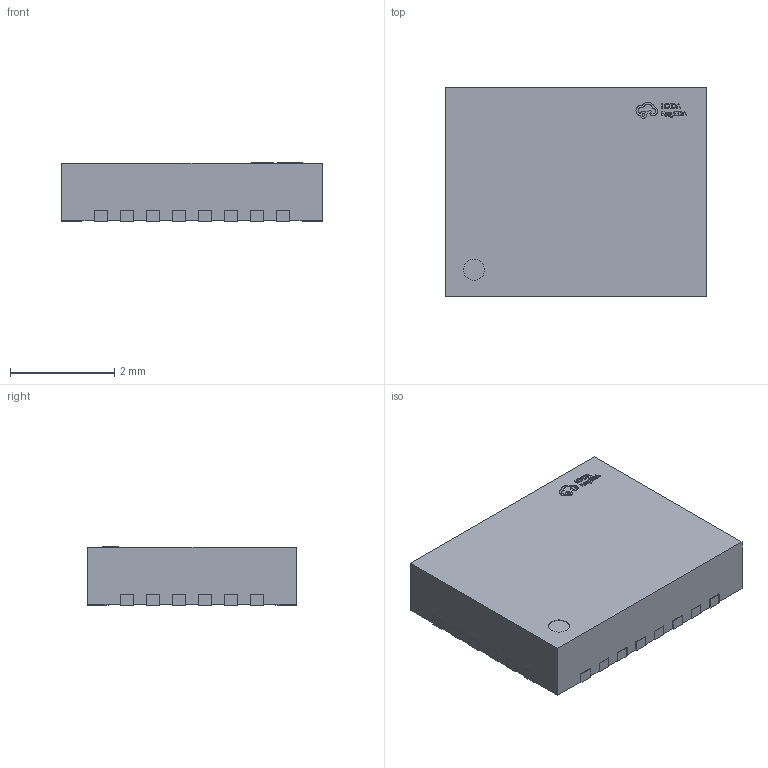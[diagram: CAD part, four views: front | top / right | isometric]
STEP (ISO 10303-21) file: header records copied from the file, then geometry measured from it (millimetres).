
FILE_DESCRIPTION (( 'STEP AP214' ), '1' );
FILE_NAME ('QFN-28_L5.0-W4.0-H0.8-P0.50.step', '2022-07-15T03:10:44', ( '' ), ( '' ), 'SwSTEP 2.0', 'SolidWorks 2020', '' );
FILE_SCHEMA (( 'AUTOMOTIVE_DESIGN' ));
Length unit declared in the file: millimetre
Products named in the file (1): QFN-28_L5.0-W4.0-H0.8-P0.50
Bounding box: 5.02 x 4.02 x 1.12 mm (x, y, z)
Volume: 22 mm3; surface area: 60.6 mm2
Topology: 1 solids, 1 shells, 460 faces, 1293 edges, 862 vertices
Faces by surface type: plane 346, bspline 112, cylinder 2
Entity records: 20300 total; most frequent: CARTESIAN_POINT 4720, ORIENTED_EDGE 2586, DIRECTION 1767, EDGE_CURVE 1293, LINE 1061, VECTOR 1061, VERTEX_POINT 862, EDGE_LOOP 487
